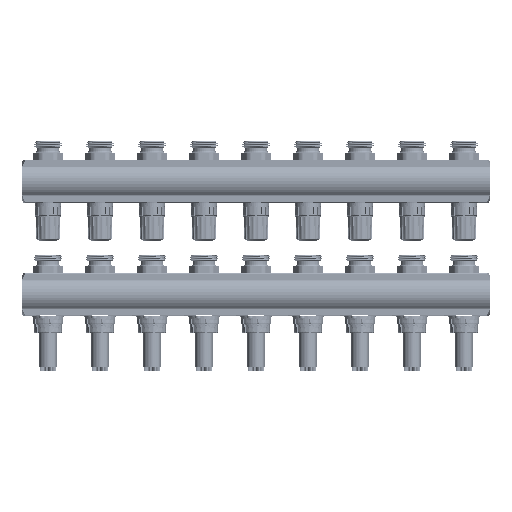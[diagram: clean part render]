
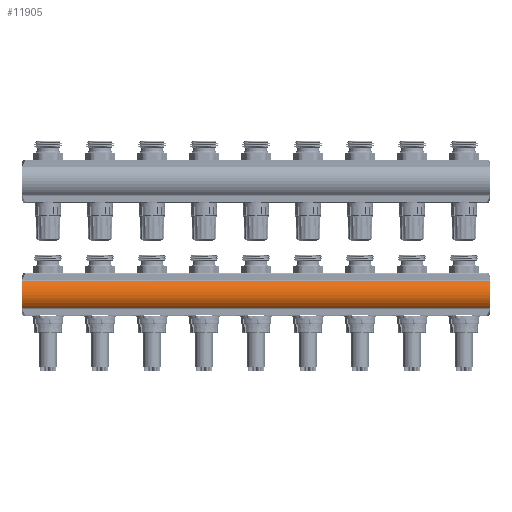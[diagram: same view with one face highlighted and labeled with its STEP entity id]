
A CAD part, front view. The second image highlights one B-rep face of the part: STEP entity #11905.
In plain terms, the highlighted cylindrical face has radius 18.25 mm (diameter 36.5 mm), a partial arc.
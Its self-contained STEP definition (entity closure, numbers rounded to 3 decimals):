
#11=CARTESIAN_POINT('',(-225.,0.,0.));
#12=DIRECTION('',(1.,0.,0.));
#13=DIRECTION('',(0.,-0.716,0.698));
#14=AXIS2_PLACEMENT_3D('',#11,#12,#13);
#16=CARTESIAN_POINT('',(-225.,0.,0.));
#17=DIRECTION('',(1.,0.,0.));
#18=DIRECTION('',(0.,-1.,0.));
#19=AXIS2_PLACEMENT_3D('',#16,#17,#18);
#151=DIRECTION('',(-1.,0.,0.));
#152=VECTOR('',#151,450.);
#153=CARTESIAN_POINT('',(225.,-13.068,12.739));
#154=LINE('',#153,#152);
#194=CARTESIAN_POINT('',(225.,0.,0.));
#195=DIRECTION('',(-1.,0.,0.));
#196=DIRECTION('',(0.,-0.716,-0.698));
#197=AXIS2_PLACEMENT_3D('',#194,#195,#196);
#199=CARTESIAN_POINT('',(225.,0.,0.));
#200=DIRECTION('',(-1.,0.,0.));
#201=DIRECTION('',(0.,-1.,0.));
#202=AXIS2_PLACEMENT_3D('',#199,#200,#201);
#1818=DIRECTION('',(-1.,0.,0.));
#1819=VECTOR('',#1818,450.);
#1820=CARTESIAN_POINT('',(225.,-13.068,-12.739));
#1821=LINE('',#1820,#1819);
#9067=CARTESIAN_POINT('',(-225.,-13.068,12.739));
#9068=VERTEX_POINT('',#9067);
#9069=CARTESIAN_POINT('',(-225.,-18.25,0.));
#9070=VERTEX_POINT('',#9069);
#9071=CARTESIAN_POINT('',(-225.,-13.068,-12.739));
#9072=VERTEX_POINT('',#9071);
#9107=CARTESIAN_POINT('',(225.,-13.068,12.739));
#9108=VERTEX_POINT('',#9107);
#9117=CARTESIAN_POINT('',(225.,-13.068,-12.739));
#9118=VERTEX_POINT('',#9117);
#9119=CARTESIAN_POINT('',(225.,-18.25,0.));
#9120=VERTEX_POINT('',#9119);
#11892=CARTESIAN_POINT('',(-225.,0.,0.));
#11893=DIRECTION('',(1.,0.,0.));
#11894=DIRECTION('',(0.,-1.,0.));
#11895=AXIS2_PLACEMENT_3D('',#11892,#11893,#11894);
#11896=CYLINDRICAL_SURFACE('',#11895,18.25);
#11897=ORIENTED_EDGE('',*,*,#11681,.T.);
#11898=ORIENTED_EDGE('',*,*,#10285,.F.);
#11899=ORIENTED_EDGE('',*,*,#10283,.F.);
#11900=ORIENTED_EDGE('',*,*,#10384,.F.);
#11901=ORIENTED_EDGE('',*,*,#10412,.F.);
#11902=ORIENTED_EDGE('',*,*,#10410,.F.);
#11903=EDGE_LOOP('',(#11897,#11898,#11899,#11900,#11901,#11902));
#11904=FACE_OUTER_BOUND('',#11903,.F.);
#11905=ADVANCED_FACE('',(#11904),#11896,.T.);
#15=CIRCLE('',#14,18.25);
#20=CIRCLE('',#19,18.25);
#198=CIRCLE('',#197,18.25);
#203=CIRCLE('',#202,18.25);
#10283=EDGE_CURVE('',#9068,#9070,#15,.T.);
#10285=EDGE_CURVE('',#9070,#9072,#20,.T.);
#10384=EDGE_CURVE('',#9108,#9068,#154,.T.);
#10410=EDGE_CURVE('',#9118,#9120,#198,.T.);
#10412=EDGE_CURVE('',#9120,#9108,#203,.T.);
#11681=EDGE_CURVE('',#9118,#9072,#1821,.T.);
